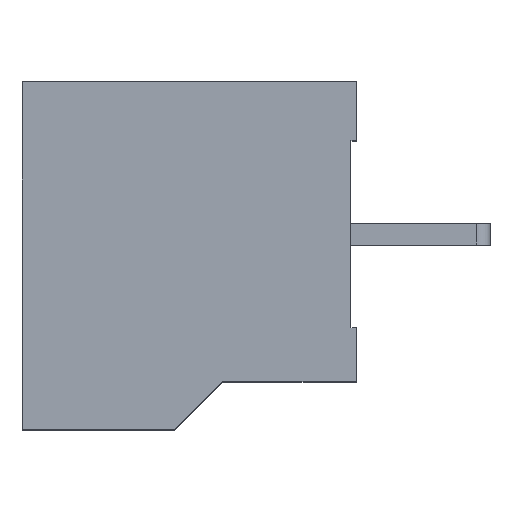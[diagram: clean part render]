
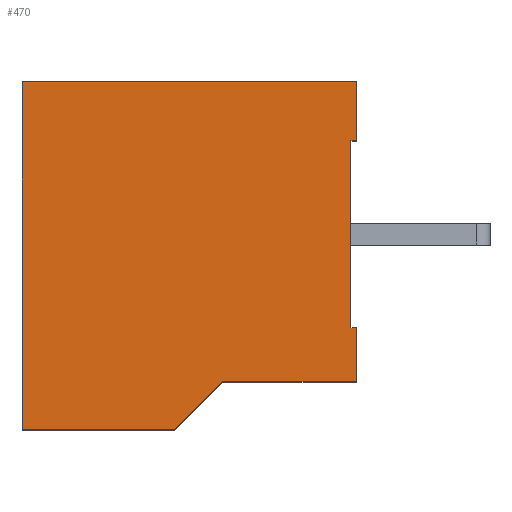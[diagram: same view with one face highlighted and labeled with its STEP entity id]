
A CAD part, top view. The second image highlights one B-rep face of the part: STEP entity #470.
In plain terms, the highlighted planar face has unit normal (0, 0, 1).
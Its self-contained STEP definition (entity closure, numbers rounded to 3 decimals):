
#470 = ADVANCED_FACE( '', ( #957 ), #958, .T. );
#957 = FACE_OUTER_BOUND( '', #1477, .T. );
#958 = PLANE( '', #1478 );
#1477 = EDGE_LOOP( '', ( #2629, #2630, #2631, #2632, #2633, #2634, #2635, #2636, #2637, #2638 ) );
#1478 = AXIS2_PLACEMENT_3D( '', #2639, #2640, #2641 );
#2629 = ORIENTED_EDGE( '', *, *, #3720, .F. );
#2630 = ORIENTED_EDGE( '', *, *, #3721, .F. );
#2631 = ORIENTED_EDGE( '', *, *, #3493, .T. );
#2632 = ORIENTED_EDGE( '', *, *, #3332, .F. );
#2633 = ORIENTED_EDGE( '', *, *, #3606, .F. );
#2634 = ORIENTED_EDGE( '', *, *, #3681, .T. );
#2635 = ORIENTED_EDGE( '', *, *, #3389, .F. );
#2636 = ORIENTED_EDGE( '', *, *, #3594, .F. );
#2637 = ORIENTED_EDGE( '', *, *, #3665, .T. );
#2638 = ORIENTED_EDGE( '', *, *, #3722, .F. );
#2639 = CARTESIAN_POINT( '', ( 12.003, -10.629, 0. ) );
#2640 = DIRECTION( '', ( 0., 0., 1. ) );
#2641 = DIRECTION( '', ( 1., 0., 0. ) );
#3332 = EDGE_CURVE( '', #4033, #4035, #4036, .T. );
#3389 = EDGE_CURVE( '', #4132, #4134, #4135, .T. );
#3493 = EDGE_CURVE( '', #4298, #4035, #4299, .T. );
#3594 = EDGE_CURVE( '', #4448, #4132, #4450, .T. );
#3606 = EDGE_CURVE( '', #4465, #4033, #4467, .T. );
#3665 = EDGE_CURVE( '', #4448, #4544, #4545, .T. );
#3681 = EDGE_CURVE( '', #4465, #4134, #4565, .T. );
#3720 = EDGE_CURVE( '', #4617, #4618, #4619, .T. );
#3721 = EDGE_CURVE( '', #4298, #4617, #4620, .T. );
#3722 = EDGE_CURVE( '', #4618, #4544, #4621, .T. );
#4033 = VERTEX_POINT( '', #5037 );
#4035 = VERTEX_POINT( '', #5040 );
#4036 = LINE( '', #5041, #5042 );
#4132 = VERTEX_POINT( '', #5179 );
#4134 = VERTEX_POINT( '', #5182 );
#4135 = LINE( '', #5183, #5184 );
#4298 = VERTEX_POINT( '', #5431 );
#4299 = LINE( '', #5432, #5433 );
#4448 = VERTEX_POINT( '', #5656 );
#4450 = LINE( '', #5659, #5660 );
#4465 = VERTEX_POINT( '', #5682 );
#4467 = LINE( '', #5685, #5686 );
#4544 = VERTEX_POINT( '', #5797 );
#4545 = LINE( '', #5798, #5799 );
#4565 = LINE( '', #5830, #5831 );
#4617 = VERTEX_POINT( '', #5907 );
#4618 = VERTEX_POINT( '', #5908 );
#4619 = LINE( '', #5909, #5910 );
#4620 = LINE( '', #5911, #5912 );
#4621 = LINE( '', #5913, #5914 );
#5037 = CARTESIAN_POINT( '', ( 12.5, -9.2, 0. ) );
#5040 = CARTESIAN_POINT( '', ( 12.5, -11.2, 0. ) );
#5041 = CARTESIAN_POINT( '', ( 12.5, -9.2, 0. ) );
#5042 = VECTOR( '', #6232, 1000. );
#5179 = CARTESIAN_POINT( '', ( 12.5, -2.2, 0. ) );
#5182 = CARTESIAN_POINT( '', ( 12.3, -2.2, 0. ) );
#5183 = CARTESIAN_POINT( '', ( 12.5, -2.2, 0. ) );
#5184 = VECTOR( '', #6281, 1000. );
#5431 = CARTESIAN_POINT( '', ( 7.5, -11.2, 0. ) );
#5432 = CARTESIAN_POINT( '', ( 10.298, -11.2, 0. ) );
#5433 = VECTOR( '', #6366, 1000. );
#5656 = CARTESIAN_POINT( '', ( 12.5, 0., 0. ) );
#5659 = CARTESIAN_POINT( '', ( 12.5, 0., 0. ) );
#5660 = VECTOR( '', #6448, 1000. );
#5682 = CARTESIAN_POINT( '', ( 12.3, -9.2, 0. ) );
#5685 = CARTESIAN_POINT( '', ( 12.182, -9.2, 0. ) );
#5686 = VECTOR( '', #6457, 1000. );
#5797 = CARTESIAN_POINT( '', ( 0., 0., 0. ) );
#5798 = CARTESIAN_POINT( '', ( 12.2, 0., 0. ) );
#5799 = VECTOR( '', #6501, 1000. );
#5830 = CARTESIAN_POINT( '', ( 12.3, -12.3, 0. ) );
#5831 = VECTOR( '', #6513, 1000. );
#5907 = CARTESIAN_POINT( '', ( 5.7, -13., 0. ) );
#5908 = CARTESIAN_POINT( '', ( 0., -13., 0. ) );
#5909 = CARTESIAN_POINT( '', ( 10.298, -13., 0. ) );
#5910 = VECTOR( '', #6541, 1000. );
#5911 = CARTESIAN_POINT( '', ( 7.5, -11.2, 0. ) );
#5912 = VECTOR( '', #6542, 1000. );
#5913 = CARTESIAN_POINT( '', ( 0., -12.05, 0. ) );
#5914 = VECTOR( '', #6543, 1000. );
#6232 = DIRECTION( '', ( 0., -1., 0. ) );
#6281 = DIRECTION( '', ( -1., 0., 0. ) );
#6366 = DIRECTION( '', ( 1., 0., 0. ) );
#6448 = DIRECTION( '', ( 0., -1., 0. ) );
#6457 = DIRECTION( '', ( 1., 0., 0. ) );
#6501 = DIRECTION( '', ( -1., 0., 0. ) );
#6513 = DIRECTION( '', ( 0., 1., 0. ) );
#6541 = DIRECTION( '', ( -1., 0., 0. ) );
#6542 = DIRECTION( '', ( -0.707, -0.707, 0. ) );
#6543 = DIRECTION( '', ( 0., 1., 0. ) );
